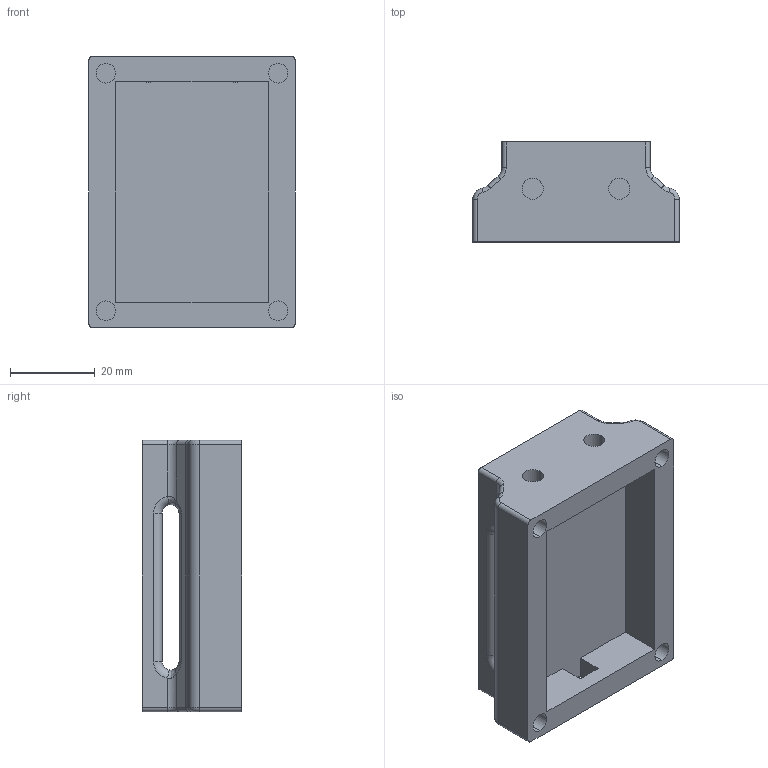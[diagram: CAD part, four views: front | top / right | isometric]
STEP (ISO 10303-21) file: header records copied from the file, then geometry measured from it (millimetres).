
FILE_DESCRIPTION (( 'STEP AP214' ), '1' );
FILE_NAME ('main_body_v2.STEP', '2025-02-10T18:57:37', ( '' ), ( '' ), 'SwSTEP 2.0', 'SolidWorks 2024', '' );
FILE_SCHEMA (( 'AUTOMOTIVE_DESIGN' ));
Length unit declared in the file: millimetre
Products named in the file (1): main_body_v2
Bounding box: 48.66 x 23.5 x 64 mm (x, y, z)
Volume: 31962.6 mm3; surface area: 15458.4 mm2
Topology: 1 solids, 1 shells, 134 faces, 325 edges, 200 vertices
Faces by surface type: cylinder 63, plane 41, torus 22, bspline 8
Entity records: 4218 total; most frequent: CARTESIAN_POINT 1010, DIRECTION 705, ORIENTED_EDGE 650, EDGE_CURVE 325, AXIS2_PLACEMENT_3D 275, VERTEX_POINT 200, VECTOR 155, LINE 155
